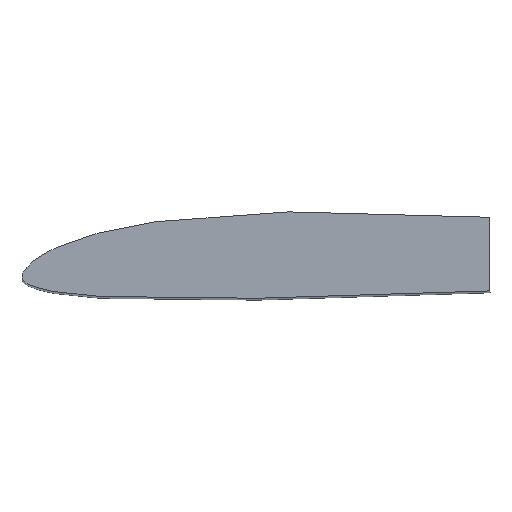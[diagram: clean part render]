
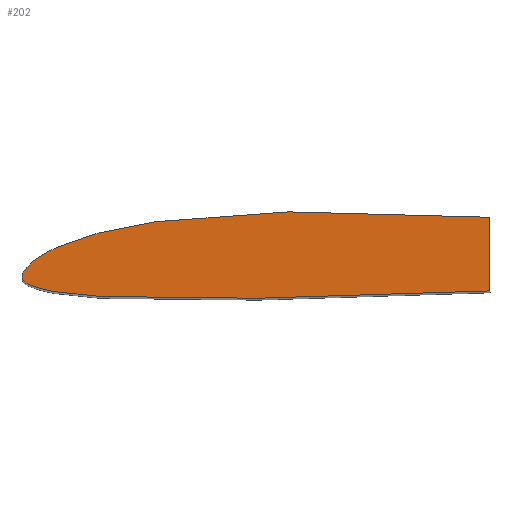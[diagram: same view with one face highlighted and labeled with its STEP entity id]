
A CAD part, top view. The second image highlights one B-rep face of the part: STEP entity #202.
In plain terms, the highlighted planar face has unit normal (0, 0, 1).
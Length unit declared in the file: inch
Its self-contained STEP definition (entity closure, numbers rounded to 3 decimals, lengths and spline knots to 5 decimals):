
#2 = CARTESIAN_POINT ( 'NONE',  ( 2.87487, 0.38983, 7. ) ) ;
#14 = FACE_OUTER_BOUND ( 'NONE', #18, .T. ) ;
#18 = EDGE_LOOP ( 'NONE', ( #113, #212 ) ) ;
#26 = CARTESIAN_POINT ( 'NONE',  ( 0.66631, 0.323, 7. ) ) ;
#28 = CARTESIAN_POINT ( 'NONE',  ( 0.07059, -0.06089, 7. ) ) ;
#38 = DIRECTION ( 'NONE',  ( 1., 0., 0. ) ) ;
#40 = VECTOR ( 'NONE', #46, 39.37008 ) ;
#42 = CARTESIAN_POINT ( 'NONE',  ( 0.99161, -0.14085, 7. ) ) ;
#46 = DIRECTION ( 'NONE',  ( 0., -1., 0. ) ) ;
#47 = VERTEX_POINT ( 'NONE', #280 ) ;
#49 = CARTESIAN_POINT ( 'NONE',  ( 0.13953, 0.14842, 7. ) ) ;
#62 = B_SPLINE_CURVE_WITH_KNOTS ( 'NONE', 3,
 ( #258, #148, #2, #282, #174, #209, #97, #301, #169, #192, #100, #26, #284, #194, #262, #49, #241, #142, #256, #73, #28, #93, #172, #68, #260, #167, #42, #235, #133, #275, #63, #203, #112, #137, #278 ),
 .UNSPECIFIED., .F., .F.,
 ( 4, 1, 1, 1, 1, 1, 1, 1, 1, 1, 1, 1, 1, 1, 1, 1, 1, 1, 1, 1, 1, 1, 1, 1, 1, 1, 1, 1, 1, 1, 1, 1, 4 ),
 ( 0.24911, 0.25223, 0.27697, 0.3013, 0.32497, 0.34777, 0.36949, 0.38995, 0.40898, 0.42647, 0.44231, 0.45642, 0.46877, 0.47935, 0.48816, 0.49522, 0.50061, 0.50442, 0.50734, 0.51189, 0.51877, 0.52806, 0.53975, 0.55378, 0.57006, 0.58844, 0.60875, 0.63075, 0.65421, 0.67887, 0.70445, 0.73068, 0.75449 ),
 .UNSPECIFIED. ) ;
#63 = CARTESIAN_POINT ( 'NONE',  ( 2.08576, -0.12369, 7. ) ) ;
#64 = CARTESIAN_POINT ( 'NONE',  ( 3., -0.09019, 7. ) ) ;
#68 = CARTESIAN_POINT ( 'NONE',  ( 0.40221, -0.11976, 7. ) ) ;
#73 = CARTESIAN_POINT ( 'NONE',  ( 0.01329, -0.03944, 7. ) ) ;
#93 = CARTESIAN_POINT ( 'NONE',  ( 0.14938, -0.08572, 7. ) ) ;
#96 = LINE ( 'NONE', #240, #40 ) ;
#97 = CARTESIAN_POINT ( 'NONE',  ( 1.80676, 0.41908, 7. ) ) ;
#100 = CARTESIAN_POINT ( 'NONE',  ( 0.8558, 0.35498, 7. ) ) ;
#112 = CARTESIAN_POINT ( 'NONE',  ( 2.70122, -0.1023, 7. ) ) ;
#113 = ORIENTED_EDGE ( 'NONE', *, *, #242, .F. ) ;
#128 = EDGE_CURVE ( 'NONE', #47, #146, #62, .T. ) ;
#130 = AXIS2_PLACEMENT_3D ( 'NONE', #274, #251, #38 ) ;
#133 = CARTESIAN_POINT ( 'NONE',  ( 1.50362, -0.13766, 7. ) ) ;
#137 = CARTESIAN_POINT ( 'NONE',  ( 2.90367, -0.09417, 7. ) ) ;
#142 = CARTESIAN_POINT ( 'NONE',  ( 0.02265, 0.05294, 7. ) ) ;
#146 = VERTEX_POINT ( 'NONE', #64 ) ;
#148 = CARTESIAN_POINT ( 'NONE',  ( 2.98742, 0.38265, 7. ) ) ;
#167 = CARTESIAN_POINT ( 'NONE',  ( 0.76905, -0.1377, 7. ) ) ;
#169 = CARTESIAN_POINT ( 'NONE',  ( 1.29619, 0.40017, 7. ) ) ;
#172 = CARTESIAN_POINT ( 'NONE',  ( 0.26155, -0.10409, 7. ) ) ;
#174 = CARTESIAN_POINT ( 'NONE',  ( 2.36956, 0.41306, 7. ) ) ;
#192 = CARTESIAN_POINT ( 'NONE',  ( 1.06629, 0.38075, 7. ) ) ;
#194 = CARTESIAN_POINT ( 'NONE',  ( 0.35511, 0.24309, 7. ) ) ;
#202 = ADVANCED_FACE ( 'NONE', ( #14 ), #208, .T. ) ;
#203 = CARTESIAN_POINT ( 'NONE',  ( 2.39522, -0.11359, 7. ) ) ;
#208 = PLANE ( 'NONE',  #130 ) ;
#209 = CARTESIAN_POINT ( 'NONE',  ( 2.08291, 0.4191, 7. ) ) ;
#212 = ORIENTED_EDGE ( 'NONE', *, *, #128, .T. ) ;
#235 = CARTESIAN_POINT ( 'NONE',  ( 1.23735, -0.1407, 7. ) ) ;
#240 = CARTESIAN_POINT ( 'NONE',  ( 3., 0., 7. ) ) ;
#241 = CARTESIAN_POINT ( 'NONE',  ( 0.06712, 0.09967, 7. ) ) ;
#242 = EDGE_CURVE ( 'NONE', #47, #146, #96, .T. ) ;
#251 = DIRECTION ( 'NONE',  ( 0., 0., 1. ) ) ;
#256 = CARTESIAN_POINT ( 'NONE',  ( -0.00672, 0.008, 7. ) ) ;
#258 = CARTESIAN_POINT ( 'NONE',  ( 3., 0.38183, 7. ) ) ;
#260 = CARTESIAN_POINT ( 'NONE',  ( 0.57205, -0.1307, 7. ) ) ;
#262 = CARTESIAN_POINT ( 'NONE',  ( 0.23487, 0.19693, 7. ) ) ;
#274 = CARTESIAN_POINT ( 'NONE',  ( 0., 0., 7. ) ) ;
#275 = CARTESIAN_POINT ( 'NONE',  ( 1.78746, -0.13186, 7. ) ) ;
#278 = CARTESIAN_POINT ( 'NONE',  ( 3., -0.09019, 7. ) ) ;
#280 = CARTESIAN_POINT ( 'NONE',  ( 3., 0.38183, 7. ) ) ;
#282 = CARTESIAN_POINT ( 'NONE',  ( 2.66389, 0.40153, 7. ) ) ;
#284 = CARTESIAN_POINT ( 'NONE',  ( 0.49907, 0.28542, 7. ) ) ;
#301 = CARTESIAN_POINT ( 'NONE',  ( 1.54373, 0.41284, 7. ) ) ;
